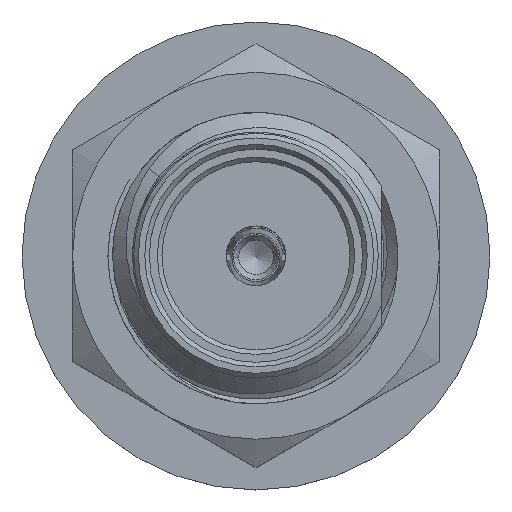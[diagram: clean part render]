
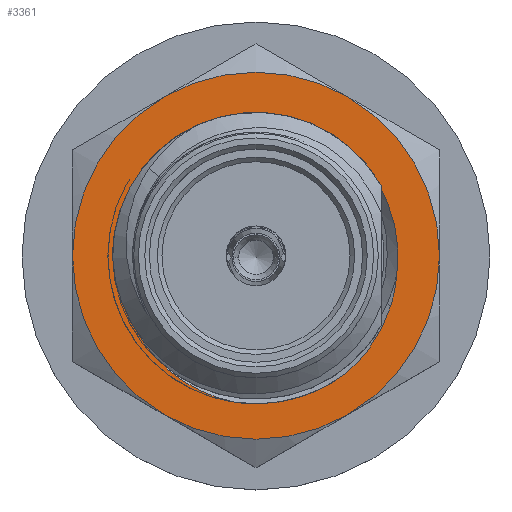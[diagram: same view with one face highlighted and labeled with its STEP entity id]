
A CAD part, top view. The second image highlights one B-rep face of the part: STEP entity #3361.
In plain terms, the highlighted planar face has unit normal (0, 0, 1).
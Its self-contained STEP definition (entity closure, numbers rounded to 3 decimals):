
#227=B_SPLINE_CURVE_WITH_KNOTS('',3,(#9691,#9692,#9693,#9694),
 .UNSPECIFIED.,.F.,.F.,(4,4),(0.,1.),.UNSPECIFIED.);
#233=B_SPLINE_CURVE_WITH_KNOTS('',3,(#9771,#9772,#9773,#9774),
 .UNSPECIFIED.,.F.,.F.,(4,4),(0.,1.),.UNSPECIFIED.);
#234=B_SPLINE_CURVE_WITH_KNOTS('',3,(#9776,#9777,#9778,#9779),
 .UNSPECIFIED.,.F.,.F.,(4,4),(0.,1.),.UNSPECIFIED.);
#235=B_SPLINE_CURVE_WITH_KNOTS('',3,(#9781,#9782,#9783,#9784),
 .UNSPECIFIED.,.F.,.F.,(4,4),(0.,1.),.UNSPECIFIED.);
#356=PLANE('',#3741);
#483=CIRCLE('',#3711,4.);
#484=CIRCLE('',#3713,4.);
#485=CIRCLE('',#3715,4.);
#486=CIRCLE('',#3717,4.);
#487=CIRCLE('',#3719,4.);
#488=CIRCLE('',#3721,4.);
#497=CIRCLE('',#3740,3.095);
#1411=ORIENTED_EDGE('',*,*,#1955,.T.);
#1412=ORIENTED_EDGE('',*,*,#1956,.T.);
#1413=ORIENTED_EDGE('',*,*,#1946,.T.);
#1414=ORIENTED_EDGE('',*,*,#1952,.T.);
#1415=ORIENTED_EDGE('',*,*,#1954,.T.);
#1416=ORIENTED_EDGE('',*,*,#1927,.T.);
#1417=ORIENTED_EDGE('',*,*,#1926,.T.);
#1418=ORIENTED_EDGE('',*,*,#1925,.T.);
#1419=ORIENTED_EDGE('',*,*,#1924,.T.);
#1420=ORIENTED_EDGE('',*,*,#1923,.T.);
#1421=ORIENTED_EDGE('',*,*,#1922,.T.);
#1922=EDGE_CURVE('',#2279,#2276,#483,.T.);
#1923=EDGE_CURVE('',#2274,#2279,#484,.T.);
#1924=EDGE_CURVE('',#2270,#2274,#485,.T.);
#1925=EDGE_CURVE('',#2263,#2270,#486,.T.);
#1926=EDGE_CURVE('',#2261,#2263,#487,.T.);
#1927=EDGE_CURVE('',#2276,#2261,#488,.T.);
#1946=EDGE_CURVE('',#2288,#2287,#227,.T.);
#1952=EDGE_CURVE('',#2287,#2290,#497,.T.);
#1954=EDGE_CURVE('',#2290,#2291,#233,.T.);
#1955=EDGE_CURVE('',#2291,#2292,#234,.T.);
#1956=EDGE_CURVE('',#2292,#2288,#235,.T.);
#2261=VERTEX_POINT('',#9184);
#2263=VERTEX_POINT('',#9196);
#2270=VERTEX_POINT('',#9230);
#2274=VERTEX_POINT('',#9252);
#2276=VERTEX_POINT('',#9267);
#2279=VERTEX_POINT('',#9284);
#2287=VERTEX_POINT('',#9690);
#2288=VERTEX_POINT('',#9695);
#2290=VERTEX_POINT('',#9748);
#2291=VERTEX_POINT('',#9770);
#2292=VERTEX_POINT('',#9780);
#2834=EDGE_LOOP('',(#1411,#1412,#1413,#1414,#1415));
#2835=EDGE_LOOP('',(#1416,#1417,#1418,#1419,#1420,#1421));
#3092=FACE_BOUND('',#2834,.T.);
#3093=FACE_BOUND('',#2835,.T.);
#3361=ADVANCED_FACE('',(#3092,#3093),#356,.T.);
#3711=AXIS2_PLACEMENT_3D('',#9299,#4485,#4486);
#3713=AXIS2_PLACEMENT_3D('',#9301,#4489,#4490);
#3715=AXIS2_PLACEMENT_3D('',#9303,#4493,#4494);
#3717=AXIS2_PLACEMENT_3D('',#9305,#4497,#4498);
#3719=AXIS2_PLACEMENT_3D('',#9307,#4501,#4502);
#3721=AXIS2_PLACEMENT_3D('',#9309,#4505,#4506);
#3740=AXIS2_PLACEMENT_3D('',#9749,#4543,#4544);
#3741=AXIS2_PLACEMENT_3D('',#9775,#4545,#4546);
#4485=DIRECTION('',(0.,0.,1.));
#4486=DIRECTION('',(-0.5,-0.866,0.));
#4489=DIRECTION('',(0.,0.,1.));
#4490=DIRECTION('',(-1.,0.,0.));
#4493=DIRECTION('',(0.,0.,1.));
#4494=DIRECTION('',(-0.5,0.866,0.));
#4497=DIRECTION('',(0.,0.,1.));
#4498=DIRECTION('',(0.5,0.866,0.));
#4501=DIRECTION('',(0.,0.,1.));
#4502=DIRECTION('',(1.,0.,0.));
#4505=DIRECTION('',(0.,0.,1.));
#4506=DIRECTION('',(0.5,-0.866,0.));
#4543=DIRECTION('',(0.,0.,-1.));
#4544=DIRECTION('',(-0.795,-0.607,0.));
#4545=DIRECTION('',(0.,0.,1.));
#4546=DIRECTION('',(0.,1.,0.));
#9184=CARTESIAN_POINT('',(4.,0.,7.226));
#9196=CARTESIAN_POINT('',(2.,3.464,7.226));
#9230=CARTESIAN_POINT('',(-2.,3.464,7.226));
#9252=CARTESIAN_POINT('',(-4.,0.,7.226));
#9267=CARTESIAN_POINT('',(2.,-3.464,7.226));
#9284=CARTESIAN_POINT('',(-2.,-3.464,7.226));
#9299=CARTESIAN_POINT('',(0.,0.,7.226));
#9301=CARTESIAN_POINT('',(0.,0.,7.226));
#9303=CARTESIAN_POINT('',(0.,0.,7.226));
#9305=CARTESIAN_POINT('',(0.,0.,7.226));
#9307=CARTESIAN_POINT('',(0.,0.,7.226));
#9309=CARTESIAN_POINT('',(0.,0.,7.226));
#9690=CARTESIAN_POINT('',(-2.46,-1.878,7.226));
#9691=CARTESIAN_POINT('',(-0.415,-3.201,7.226));
#9692=CARTESIAN_POINT('',(-1.245,-3.049,7.226));
#9693=CARTESIAN_POINT('',(-1.995,-2.561,7.226));
#9694=CARTESIAN_POINT('',(-2.46,-1.878,7.226));
#9695=CARTESIAN_POINT('',(-0.415,-3.201,7.226));
#9748=CARTESIAN_POINT('',(3.072,-0.38,7.226));
#9749=CARTESIAN_POINT('',(0.,0.,7.226));
#9770=CARTESIAN_POINT('',(2.937,-1.094,7.226));
#9771=CARTESIAN_POINT('',(3.072,-0.38,7.226));
#9772=CARTESIAN_POINT('',(3.055,-0.622,7.226));
#9773=CARTESIAN_POINT('',(3.01,-0.86,7.226));
#9774=CARTESIAN_POINT('',(2.937,-1.094,7.226));
#9775=CARTESIAN_POINT('',(0.,0.,7.226));
#9776=CARTESIAN_POINT('',(2.937,-1.094,7.226));
#9777=CARTESIAN_POINT('',(2.76,-1.66,7.226));
#9778=CARTESIAN_POINT('',(2.426,-2.165,7.226));
#9779=CARTESIAN_POINT('',(1.974,-2.554,7.226));
#9780=CARTESIAN_POINT('',(1.974,-2.554,7.226));
#9781=CARTESIAN_POINT('',(1.974,-2.554,7.226));
#9782=CARTESIAN_POINT('',(1.303,-3.072,7.226));
#9783=CARTESIAN_POINT('',(0.429,-3.31,7.226));
#9784=CARTESIAN_POINT('',(-0.415,-3.201,7.226));
